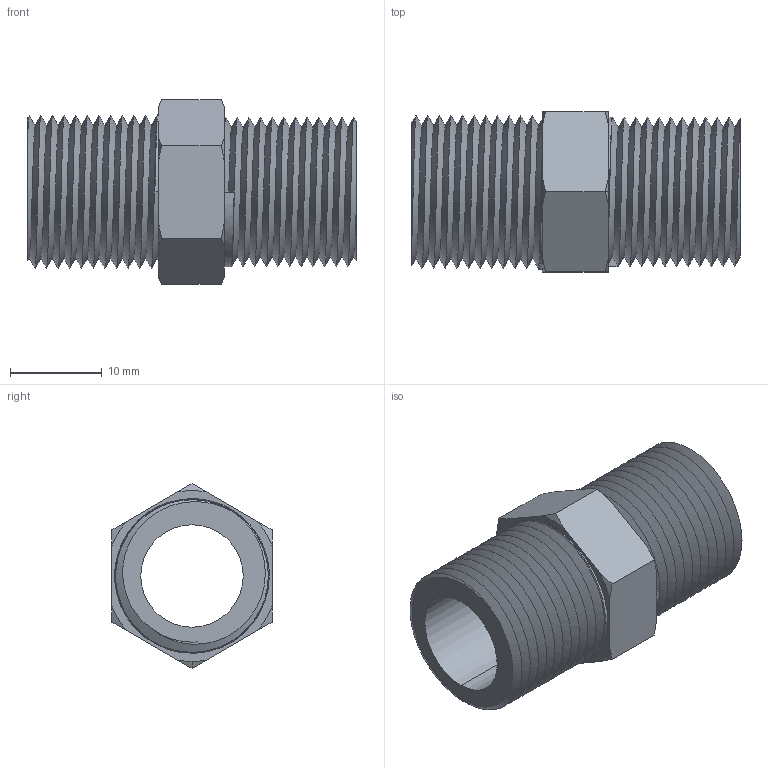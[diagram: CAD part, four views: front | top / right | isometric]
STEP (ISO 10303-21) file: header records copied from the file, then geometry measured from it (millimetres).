
FILE_DESCRIPTION (( 'STEP AP203' ), '1' );
FILE_NAME ('BFMC-38N.step', '2016-02-15T20:05:43', ( '' ), ( '' ), 'SwSTEP 2.0', 'SolidWorks 2015', '' );
FILE_SCHEMA (( 'CONFIG_CONTROL_DESIGN' ));
Length unit declared in the file: inch
Products named in the file (1): BFMC-38N
Bounding box: 35.79 x 17.46 x 20.16 mm (x, y, z)
Volume: 3668.1 mm3; surface area: 4732 mm2
Topology: 1 solids, 1 shells, 44 faces, 113 edges, 73 vertices
Faces by surface type: cone 16, plane 12, cylinder 10, bspline 6
Entity records: 4050 total; most frequent: CARTESIAN_POINT 2996, ORIENTED_EDGE 226, DIRECTION 175, EDGE_CURVE 113, VERTEX_POINT 73, AXIS2_PLACEMENT_3D 67, EDGE_LOOP 48, FACE_OUTER_BOUND 44
